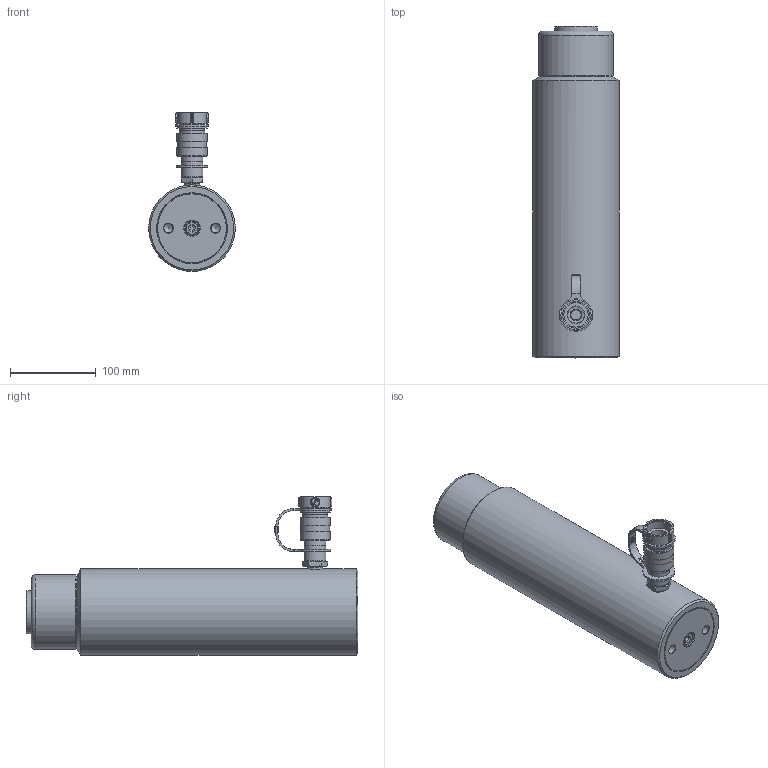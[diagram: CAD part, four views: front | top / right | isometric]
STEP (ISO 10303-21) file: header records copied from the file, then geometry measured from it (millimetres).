
FILE_DESCRIPTION (( 'STEP AP203' ), '1' );
FILE_NAME ('H3008.STEP', '2018-12-05T00:52:46', ( '' ), ( '' ), 'SwSTEP 2.0', 'SolidWorks 2018', '' );
FILE_SCHEMA (( 'CONFIG_CONTROL_DESIGN' ));
Length unit declared in the file: millimetre
Products named in the file (1): H3008
Bounding box: 101 x 387 x 185.37 mm (x, y, z)
Volume: 2278435.2 mm3; surface area: 430022.6 mm2
Topology: 14 solids, 14 shells, 544 faces, 1251 edges, 784 vertices
Faces by surface type: plane 204, cylinder 158, cone 79, bspline 73, torus 22, sphere 8
Full cylindrical faces by diameter (mm): 6 x1, 9.6 x1, 10 x3, 10.5 x1, 10.716 x2, 11.5 x1, 14.1 x1, 14.275 x1, 14.5 x1, 16 x2, 17 x1, 18 x3, 18.6 x1, 18.9 x1, 19.1 x2, 22.6 x1, 25 x1, 25.5 x2, 25.6 x1, 28.3 x1, 28.4 x4, 29.8 x1, 30 x2, 31 x1, 34 x1, 35 x6, 35.5 x2, 36.4 x1, 50 x1, 56 x1
Entity records: 18088 total; most frequent: CARTESIAN_POINT 7040, DIRECTION 2121, ORIENTED_EDGE 2090, EDGE_CURVE 1045, AXIS2_PLACEMENT_3D 853, EDGE_LOOP 783, VERTEX_POINT 748, FACE_OUTER_BOUND 638
